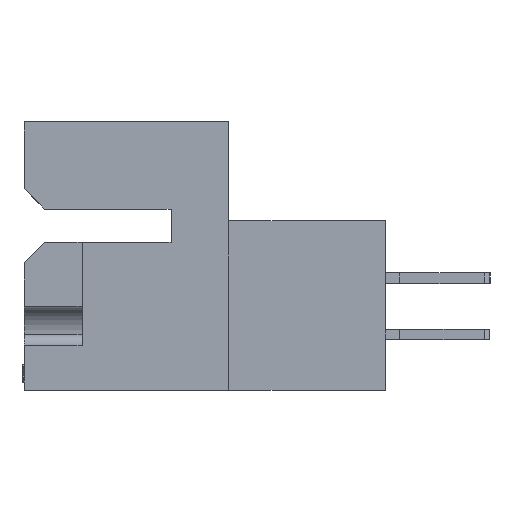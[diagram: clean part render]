
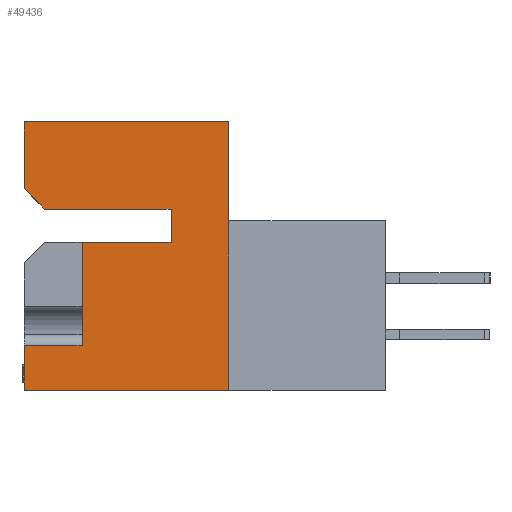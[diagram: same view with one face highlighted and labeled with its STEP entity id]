
A CAD part, left-side view. The second image highlights one B-rep face of the part: STEP entity #49436.
In plain terms, the highlighted planar face has unit normal (-1, 0, 0).
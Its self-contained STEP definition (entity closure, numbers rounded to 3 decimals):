
#350 = VERTEX_POINT ( 'NONE', #19253 ) ;
#898 = ORIENTED_EDGE ( 'NONE', *, *, #49023, .F. ) ;
#2460 = VECTOR ( 'NONE', #49671, 1000. ) ;
#2617 = EDGE_CURVE ( 'NONE', #49440, #38931, #31075, .T. ) ;
#3059 = VECTOR ( 'NONE', #38978, 1000. ) ;
#3776 = VERTEX_POINT ( 'NONE', #12858 ) ;
#4061 = EDGE_CURVE ( 'NONE', #50961, #22570, #51067, .T. ) ;
#4144 = ORIENTED_EDGE ( 'NONE', *, *, #32344, .F. ) ;
#4852 = VECTOR ( 'NONE', #35059, 1000. ) ;
#5456 = ORIENTED_EDGE ( 'NONE', *, *, #25010, .T. ) ;
#7040 = CARTESIAN_POINT ( 'NONE',  ( 0., 11.506, -15.088 ) ) ;
#7214 = ORIENTED_EDGE ( 'NONE', *, *, #47580, .F. ) ;
#8424 = VERTEX_POINT ( 'NONE', #45221 ) ;
#9442 = LINE ( 'NONE', #39164, #21888 ) ;
#9897 = DIRECTION ( 'NONE',  ( 0., -1., 0. ) ) ;
#10265 = CARTESIAN_POINT ( 'NONE',  ( 0., 11.506, 0. ) ) ;
#11085 = ORIENTED_EDGE ( 'NONE', *, *, #17557, .F. ) ;
#12787 = CARTESIAN_POINT ( 'NONE',  ( 0., 11.506, -15.088 ) ) ;
#12841 = EDGE_CURVE ( 'NONE', #37581, #22570, #23394, .T. ) ;
#12858 = CARTESIAN_POINT ( 'NONE',  ( 0., 11.506, -3.759 ) ) ;
#13244 = CARTESIAN_POINT ( 'NONE',  ( 0., -8.814, -15.088 ) ) ;
#13262 = CARTESIAN_POINT ( 'NONE',  ( 0., 3.251, -6.782 ) ) ;
#14780 = CARTESIAN_POINT ( 'NONE',  ( 0., 3.251, -4.902 ) ) ;
#14859 = DIRECTION ( 'NONE',  ( 0., -1., 0. ) ) ;
#15010 = CARTESIAN_POINT ( 'NONE',  ( 0., 8.255, -6.782 ) ) ;
#15399 = LINE ( 'NONE', #35415, #4852 ) ;
#15530 = DIRECTION ( 'NONE',  ( 0., 0., 1. ) ) ;
#16352 = VERTEX_POINT ( 'NONE', #39948 ) ;
#16411 = FACE_OUTER_BOUND ( 'NONE', #30269, .T. ) ;
#17557 = EDGE_CURVE ( 'NONE', #39850, #350, #43893, .T. ) ;
#19210 = DIRECTION ( 'NONE',  ( 0., -0.707, -0.707 ) ) ;
#19221 = ORIENTED_EDGE ( 'NONE', *, *, #4061, .F. ) ;
#19253 = CARTESIAN_POINT ( 'NONE',  ( 0., 0., 0. ) ) ;
#20221 = ORIENTED_EDGE ( 'NONE', *, *, #25708, .F. ) ;
#20247 = EDGE_CURVE ( 'NONE', #37581, #16352, #40874, .T. ) ;
#20798 = LINE ( 'NONE', #13244, #28906 ) ;
#21795 = ORIENTED_EDGE ( 'NONE', *, *, #2617, .F. ) ;
#21824 = EDGE_CURVE ( 'NONE', #350, #8424, #26244, .T. ) ;
#21888 = VECTOR ( 'NONE', #14859, 1000. ) ;
#22570 = VERTEX_POINT ( 'NONE', #48828 ) ;
#23194 = CARTESIAN_POINT ( 'NONE',  ( 0., 10.363, -4.902 ) ) ;
#23394 = LINE ( 'NONE', #41934, #30301 ) ;
#24155 = LINE ( 'NONE', #7040, #3059 ) ;
#25010 = EDGE_CURVE ( 'NONE', #3776, #25687, #51746, .T. ) ;
#25141 = VECTOR ( 'NONE', #15530, 1000. ) ;
#25264 = DIRECTION ( 'NONE',  ( 0., 1., 0. ) ) ;
#25687 = VERTEX_POINT ( 'NONE', #23194 ) ;
#25708 = EDGE_CURVE ( 'NONE', #3776, #39850, #24155, .T. ) ;
#26244 = LINE ( 'NONE', #28925, #51392 ) ;
#28004 = ORIENTED_EDGE ( 'NONE', *, *, #21824, .F. ) ;
#28906 = VECTOR ( 'NONE', #25264, 1000. ) ;
#28925 = CARTESIAN_POINT ( 'NONE',  ( 0., 0., 0. ) ) ;
#29425 = VECTOR ( 'NONE', #9897, 1000. ) ;
#29659 = VECTOR ( 'NONE', #35328, 1000. ) ;
#30269 = EDGE_LOOP ( 'NONE', ( #7214, #28004, #11085, #20221, #5456, #4144, #21795, #898, #40196, #49755, #19221 ) ) ;
#30301 = VECTOR ( 'NONE', #45976, 1000. ) ;
#31075 = LINE ( 'NONE', #13262, #2460 ) ;
#32344 = EDGE_CURVE ( 'NONE', #38931, #25687, #15399, .T. ) ;
#34097 = DIRECTION ( 'NONE',  ( 0., 0., -1. ) ) ;
#34254 = PLANE ( 'NONE',  #41669 ) ;
#34937 = CARTESIAN_POINT ( 'NONE',  ( 0., 10.363, -4.902 ) ) ;
#35059 = DIRECTION ( 'NONE',  ( 0., 1., 0. ) ) ;
#35328 = DIRECTION ( 'NONE',  ( 0., 0., 1. ) ) ;
#35415 = CARTESIAN_POINT ( 'NONE',  ( 0., 0., -4.902 ) ) ;
#37581 = VERTEX_POINT ( 'NONE', #48689 ) ;
#37944 = VECTOR ( 'NONE', #19210, 1000. ) ;
#38931 = VERTEX_POINT ( 'NONE', #14780 ) ;
#38978 = DIRECTION ( 'NONE',  ( 0., 0., 1. ) ) ;
#39164 = CARTESIAN_POINT ( 'NONE',  ( 0., 0., -6.782 ) ) ;
#39850 = VERTEX_POINT ( 'NONE', #10265 ) ;
#39948 = CARTESIAN_POINT ( 'NONE',  ( 0., 8.255, -6.782 ) ) ;
#40196 = ORIENTED_EDGE ( 'NONE', *, *, #20247, .F. ) ;
#40816 = CARTESIAN_POINT ( 'NONE',  ( 0., 11.506, 0. ) ) ;
#40874 = LINE ( 'NONE', #15010, #25141 ) ;
#41669 = AXIS2_PLACEMENT_3D ( 'NONE', #50233, #42355, #34097 ) ;
#41934 = CARTESIAN_POINT ( 'NONE',  ( 0., 8.255, -12.58 ) ) ;
#42355 = DIRECTION ( 'NONE',  ( 1., 0., 0. ) ) ;
#43597 = CARTESIAN_POINT ( 'NONE',  ( 0., 11.506, -15.088 ) ) ;
#43893 = LINE ( 'NONE', #40816, #29425 ) ;
#44230 = DIRECTION ( 'NONE',  ( 0., 0., -1. ) ) ;
#45221 = CARTESIAN_POINT ( 'NONE',  ( 0., 0., -15.088 ) ) ;
#45976 = DIRECTION ( 'NONE',  ( 0., 1., 0. ) ) ;
#47580 = EDGE_CURVE ( 'NONE', #8424, #50961, #20798, .T. ) ;
#48689 = CARTESIAN_POINT ( 'NONE',  ( 0., 8.255, -12.58 ) ) ;
#48828 = CARTESIAN_POINT ( 'NONE',  ( 0., 11.506, -12.58 ) ) ;
#49023 = EDGE_CURVE ( 'NONE', #16352, #49440, #9442, .T. ) ;
#49436 = ADVANCED_FACE ( 'NONE', ( #16411 ), #34254, .F. ) ;
#49440 = VERTEX_POINT ( 'NONE', #49894 ) ;
#49671 = DIRECTION ( 'NONE',  ( 0., 0., 1. ) ) ;
#49755 = ORIENTED_EDGE ( 'NONE', *, *, #12841, .T. ) ;
#49894 = CARTESIAN_POINT ( 'NONE',  ( 0., 3.251, -6.782 ) ) ;
#50233 = CARTESIAN_POINT ( 'NONE',  ( 0., 0., 0. ) ) ;
#50961 = VERTEX_POINT ( 'NONE', #12787 ) ;
#51067 = LINE ( 'NONE', #43597, #29659 ) ;
#51392 = VECTOR ( 'NONE', #44230, 1000. ) ;
#51746 = LINE ( 'NONE', #34937, #37944 ) ;
